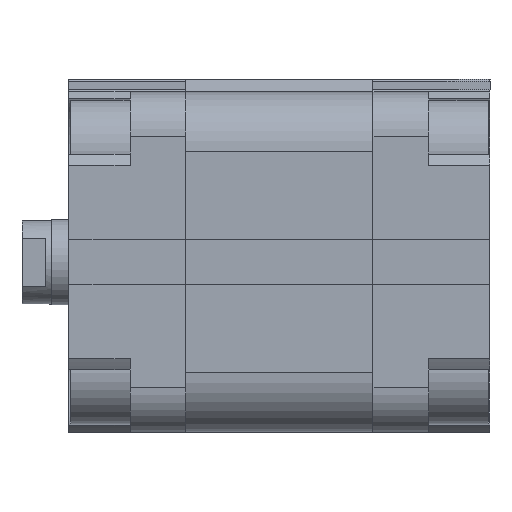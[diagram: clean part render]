
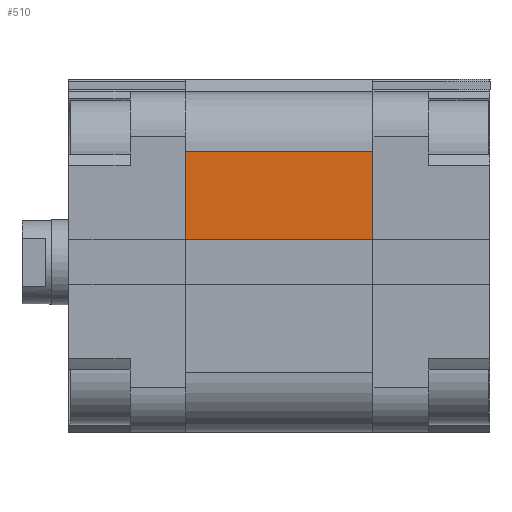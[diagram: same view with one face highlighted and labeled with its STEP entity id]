
A CAD part, top view. The second image highlights one B-rep face of the part: STEP entity #510.
In plain terms, the highlighted planar face has unit normal (0, 0, 1).
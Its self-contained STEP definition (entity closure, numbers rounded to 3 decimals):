
#510 = ADVANCED_FACE( '', ( #1065 ), #1066, .F. );
#1065 = FACE_OUTER_BOUND( '', #1761, .T. );
#1066 = PLANE( '', #1762 );
#1761 = EDGE_LOOP( '', ( #2738, #2739, #2740, #2741 ) );
#1762 = AXIS2_PLACEMENT_3D( '', #2742, #2743, #2744 );
#2738 = ORIENTED_EDGE( '', *, *, #4430, .T. );
#2739 = ORIENTED_EDGE( '', *, *, #4431, .F. );
#2740 = ORIENTED_EDGE( '', *, *, #4397, .F. );
#2741 = ORIENTED_EDGE( '', *, *, #4432, .T. );
#2742 = CARTESIAN_POINT( '', ( 22., 33., 40. ) );
#2743 = DIRECTION( '', ( 0., 0., -1. ) );
#2744 = DIRECTION( '', ( -1., 0., 0. ) );
#4397 = EDGE_CURVE( '', #5311, #5313, #5314, .T. );
#4430 = EDGE_CURVE( '', #5367, #5368, #5369, .T. );
#4431 = EDGE_CURVE( '', #5313, #5368, #5370, .T. );
#4432 = EDGE_CURVE( '', #5311, #5367, #5371, .T. );
#5311 = VERTEX_POINT( '', #6548 );
#5313 = VERTEX_POINT( '', #6550 );
#5314 = LINE( '', #6551, #6552 );
#5367 = VERTEX_POINT( '', #6630 );
#5368 = VERTEX_POINT( '', #6631 );
#5369 = LINE( '', #6632, #6633 );
#5370 = LINE( '', #6634, #6635 );
#5371 = LINE( '', #6636, #6637 );
#6548 = CARTESIAN_POINT( '', ( 22., 33., 40. ) );
#6550 = CARTESIAN_POINT( '', ( 22., 22.6, 40. ) );
#6551 = CARTESIAN_POINT( '', ( 22., 33., 40. ) );
#6552 = VECTOR( '', #7784, 1000. );
#6630 = CARTESIAN_POINT( '', ( 0., 33., 40. ) );
#6631 = CARTESIAN_POINT( '', ( 0., 22.6, 40. ) );
#6632 = CARTESIAN_POINT( '', ( 0., 33., 40. ) );
#6633 = VECTOR( '', #7822, 1000. );
#6634 = CARTESIAN_POINT( '', ( 22., 22.6, 40. ) );
#6635 = VECTOR( '', #7823, 1000. );
#6636 = CARTESIAN_POINT( '', ( 22., 33., 40. ) );
#6637 = VECTOR( '', #7824, 1000. );
#7784 = DIRECTION( '', ( 0., -1., 0. ) );
#7822 = DIRECTION( '', ( 0., -1., 0. ) );
#7823 = DIRECTION( '', ( -1., 0., 0. ) );
#7824 = DIRECTION( '', ( -1., 0., 0. ) );
